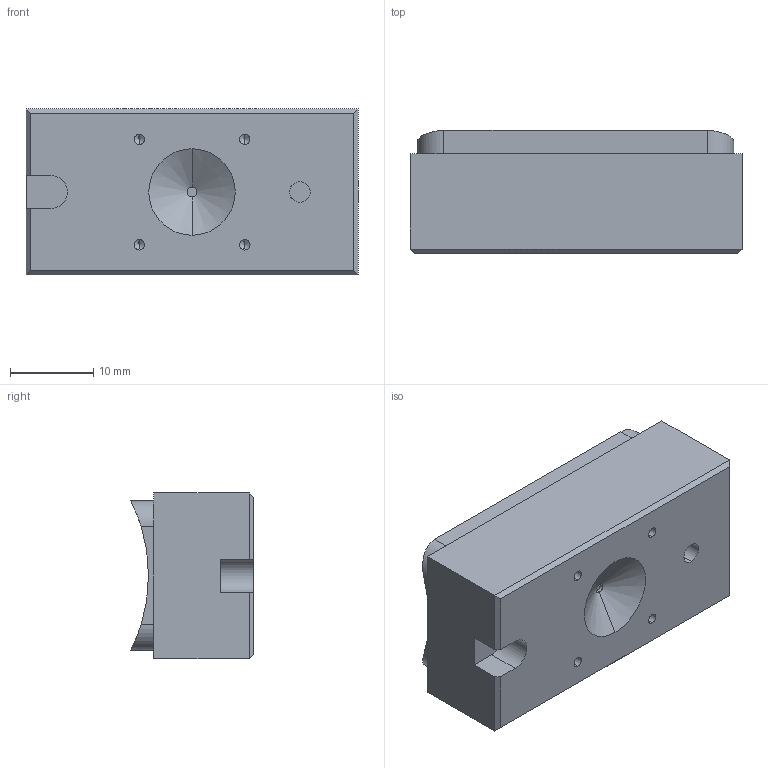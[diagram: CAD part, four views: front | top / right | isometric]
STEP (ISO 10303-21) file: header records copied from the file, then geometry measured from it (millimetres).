
FILE_DESCRIPTION (( 'STEP AP214' ), '1' );
FILE_NAME ('S3220W_FINISHED.STEP', '2023-01-17T15:42:16', ( '' ), ( '' ), 'SwSTEP 2.0', 'SolidWorks 2020', '' );
FILE_SCHEMA (( 'AUTOMOTIVE_DESIGN' ));
Length unit declared in the file: inch
Products named in the file (1): S3220W_FINISHED
Bounding box: 40 x 14.79 x 20 mm (x, y, z)
Volume: 9388 mm3; surface area: 5927.6 mm2
Topology: 2 solids, 2 shells, 77 faces, 205 edges, 127 vertices
Faces by surface type: plane 35, cylinder 30, cone 12
Entity records: 2573 total; most frequent: CARTESIAN_POINT 488, DIRECTION 403, ORIENTED_EDGE 390, EDGE_CURVE 195, AXIS2_PLACEMENT_3D 140, VERTEX_POINT 127, LINE 123, VECTOR 123
